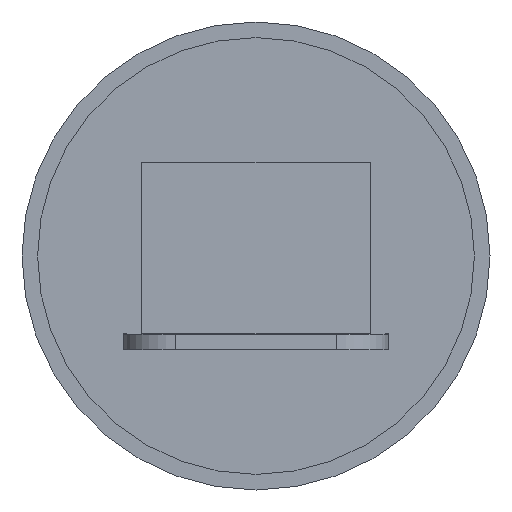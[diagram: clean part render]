
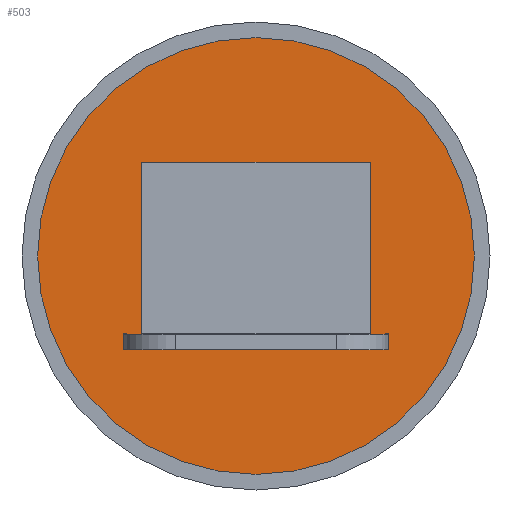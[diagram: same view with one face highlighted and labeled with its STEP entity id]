
A CAD part, front view. The second image highlights one B-rep face of the part: STEP entity #503.
In plain terms, the highlighted planar face has unit normal (0, -1, 0).
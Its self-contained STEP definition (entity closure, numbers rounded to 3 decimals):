
#142 = CARTESIAN_POINT ( 'NONE',  ( -1.1, -8.5, 0.9 ) ) ;
#162 = ORIENTED_EDGE ( 'NONE', *, *, #2609, .F. ) ;
#244 = ORIENTED_EDGE ( 'NONE', *, *, #580, .T. ) ;
#393 = FACE_BOUND ( 'NONE', #4068, .T. ) ;
#451 = EDGE_CURVE ( 'NONE', #5322, #5484, #1342, .T. ) ;
#503 = ADVANCED_FACE ( 'NONE', ( #393, #3948 ), #3620, .T. ) ;
#524 = CARTESIAN_POINT ( 'NONE',  ( 1.1, -8.5, 0.9 ) ) ;
#555 = DIRECTION ( 'NONE',  ( 1., 0., 0. ) ) ;
#580 = EDGE_CURVE ( 'NONE', #5417, #2747, #1397, .T. ) ;
#623 = DIRECTION ( 'NONE',  ( 0., 0., -1. ) ) ;
#690 = CIRCLE ( 'NONE', #4065, 2.1 ) ;
#1012 = ORIENTED_EDGE ( 'NONE', *, *, #451, .F. ) ;
#1247 = VERTEX_POINT ( 'NONE', #3934 ) ;
#1342 = LINE ( 'NONE', #142, #2410 ) ;
#1397 = CIRCLE ( 'NONE', #5367, 2.1 ) ;
#1466 = VERTEX_POINT ( 'NONE', #3687 ) ;
#1817 = DIRECTION ( 'NONE',  ( -1., 0., 0. ) ) ;
#1822 = VECTOR ( 'NONE', #2411, 1000. ) ;
#2103 = LINE ( 'NONE', #524, #2702 ) ;
#2343 = ORIENTED_EDGE ( 'NONE', *, *, #3565, .T. ) ;
#2376 = AXIS2_PLACEMENT_3D ( 'NONE', #4511, #5345, #623 ) ;
#2410 = VECTOR ( 'NONE', #2680, 1000. ) ;
#2411 = DIRECTION ( 'NONE',  ( 0., 0., 1. ) ) ;
#2444 = CARTESIAN_POINT ( 'NONE',  ( 0., -8.5, 0. ) ) ;
#2609 = EDGE_CURVE ( 'NONE', #1247, #1466, #3433, .T. ) ;
#2662 = CARTESIAN_POINT ( 'NONE',  ( 0., -8.5, -2.1 ) ) ;
#2680 = DIRECTION ( 'NONE',  ( 0., 0., -1. ) ) ;
#2702 = VECTOR ( 'NONE', #1817, 1000. ) ;
#2747 = VERTEX_POINT ( 'NONE', #2662 ) ;
#2842 = EDGE_CURVE ( 'NONE', #5484, #1247, #4781, .T. ) ;
#2940 = DIRECTION ( 'NONE',  ( 0., 0., -1. ) ) ;
#3102 = CARTESIAN_POINT ( 'NONE',  ( -1.1, -8.5, 0.9 ) ) ;
#3272 = DIRECTION ( 'NONE',  ( 0., -1., 0. ) ) ;
#3433 = LINE ( 'NONE', #3805, #1822 ) ;
#3442 = ORIENTED_EDGE ( 'NONE', *, *, #4137, .F. ) ;
#3520 = ORIENTED_EDGE ( 'NONE', *, *, #2842, .F. ) ;
#3565 = EDGE_CURVE ( 'NONE', #2747, #5417, #690, .T. ) ;
#3620 = PLANE ( 'NONE',  #2376 ) ;
#3687 = CARTESIAN_POINT ( 'NONE',  ( 1.1, -8.5, 0.9 ) ) ;
#3805 = CARTESIAN_POINT ( 'NONE',  ( 1.1, -8.5, -0.9 ) ) ;
#3934 = CARTESIAN_POINT ( 'NONE',  ( 1.1, -8.5, -0.9 ) ) ;
#3948 = FACE_OUTER_BOUND ( 'NONE', #5478, .T. ) ;
#3959 = CARTESIAN_POINT ( 'NONE',  ( -1.1, -8.5, -0.9 ) ) ;
#4065 = AXIS2_PLACEMENT_3D ( 'NONE', #5045, #5516, #2940 ) ;
#4068 = EDGE_LOOP ( 'NONE', ( #162, #3520, #1012, #3442 ) ) ;
#4137 = EDGE_CURVE ( 'NONE', #1466, #5322, #2103, .T. ) ;
#4440 = VECTOR ( 'NONE', #555, 1000. ) ;
#4511 = CARTESIAN_POINT ( 'NONE',  ( 0., -8.5, 0. ) ) ;
#4537 = CARTESIAN_POINT ( 'NONE',  ( -1.1, -8.5, -0.9 ) ) ;
#4573 = DIRECTION ( 'NONE',  ( 0., 0., -1. ) ) ;
#4781 = LINE ( 'NONE', #3959, #4440 ) ;
#5045 = CARTESIAN_POINT ( 'NONE',  ( 0., -8.5, 0. ) ) ;
#5322 = VERTEX_POINT ( 'NONE', #3102 ) ;
#5329 = CARTESIAN_POINT ( 'NONE',  ( 0., -8.5, 2.1 ) ) ;
#5345 = DIRECTION ( 'NONE',  ( 0., -1., 0. ) ) ;
#5367 = AXIS2_PLACEMENT_3D ( 'NONE', #2444, #3272, #4573 ) ;
#5417 = VERTEX_POINT ( 'NONE', #5329 ) ;
#5478 = EDGE_LOOP ( 'NONE', ( #2343, #244 ) ) ;
#5484 = VERTEX_POINT ( 'NONE', #4537 ) ;
#5516 = DIRECTION ( 'NONE',  ( 0., -1., 0. ) ) ;
